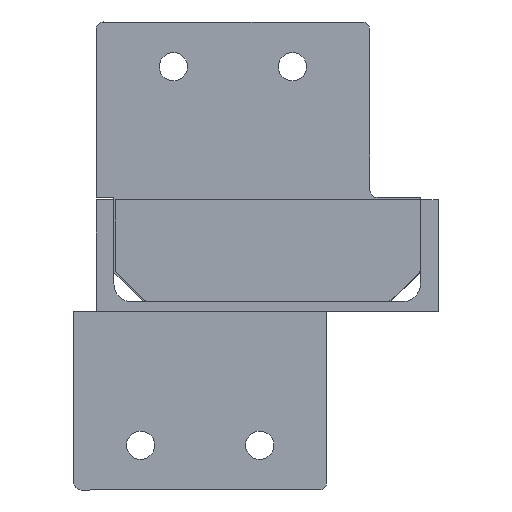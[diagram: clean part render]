
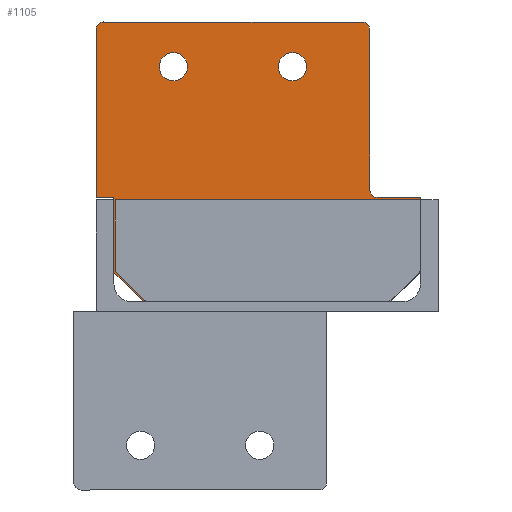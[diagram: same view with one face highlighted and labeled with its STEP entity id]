
A CAD part, left-side view. The second image highlights one B-rep face of the part: STEP entity #1105.
In plain terms, the highlighted face is planar.
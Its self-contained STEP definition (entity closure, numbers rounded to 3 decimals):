
#7 = DIRECTION ( 'NONE',  ( 0., 0., 1. ) ) ;
#10 = CARTESIAN_POINT ( 'NONE',  ( 0., 0., 0. ) ) ;
#17 = ORIENTED_EDGE ( 'NONE', *, *, #1426, .T. ) ;
#49 = LINE ( 'NONE', #1631, #1221 ) ;
#57 = DIRECTION ( 'NONE',  ( 0., 0., 1. ) ) ;
#67 = CARTESIAN_POINT ( 'NONE',  ( -12., 118., 0. ) ) ;
#70 = EDGE_CURVE ( 'NONE', #1137, #742, #49, .T. ) ;
#71 = ORIENTED_EDGE ( 'NONE', *, *, #1173, .T. ) ;
#82 = FACE_OUTER_BOUND ( 'NONE', #1635, .T. ) ;
#86 = AXIS2_PLACEMENT_3D ( 'NONE', #155, #2153, #368 ) ;
#155 = CARTESIAN_POINT ( 'NONE',  ( -132., 30., 0. ) ) ;
#220 = AXIS2_PLACEMENT_3D ( 'NONE', #293, #1265, #321 ) ;
#266 = VECTOR ( 'NONE', #1122, 1000. ) ;
#275 = CARTESIAN_POINT ( 'NONE',  ( 0., 5., 0. ) ) ;
#293 = CARTESIAN_POINT ( 'NONE',  ( -189., 113., 0. ) ) ;
#296 = CIRCLE ( 'NONE', #1548, 9.5 ) ;
#321 = DIRECTION ( 'NONE',  ( 1., 0., 0. ) ) ;
#325 = CARTESIAN_POINT ( 'NONE',  ( -218., 168., 0. ) ) ;
#338 = PLANE ( 'NONE',  #1449 ) ;
#339 = LINE ( 'NONE', #1268, #348 ) ;
#341 = EDGE_CURVE ( 'NONE', #2401, #1875, #1129, .T. ) ;
#348 = VECTOR ( 'NONE', #354, 1000. ) ;
#354 = DIRECTION ( 'NONE',  ( -0.707, 0.707, 0. ) ) ;
#368 = DIRECTION ( 'NONE',  ( 1., 0., 0. ) ) ;
#369 = CARTESIAN_POINT ( 'NONE',  ( -198., 188., 0. ) ) ;
#379 = CARTESIAN_POINT ( 'NONE',  ( -122.5, 30., 0. ) ) ;
#387 = VERTEX_POINT ( 'NONE', #442 ) ;
#415 = DIRECTION ( 'NONE',  ( 0., 0., 1. ) ) ;
#424 = CIRCLE ( 'NONE', #1243, 9.5 ) ;
#431 = DIRECTION ( 'NONE',  ( -1., 0., 0. ) ) ;
#442 = CARTESIAN_POINT ( 'NONE',  ( -12., 168., 0. ) ) ;
#449 = DIRECTION ( 'NONE',  ( 1., 0., 0. ) ) ;
#472 = CARTESIAN_POINT ( 'NONE',  ( -61.5, 30., 0. ) ) ;
#493 = CARTESIAN_POINT ( 'NONE',  ( -32., 188., 0. ) ) ;
#526 = CARTESIAN_POINT ( 'NONE',  ( -218., 118., 0. ) ) ;
#529 = DIRECTION ( 'NONE',  ( 0., -1., 0. ) ) ;
#576 = ORIENTED_EDGE ( 'NONE', *, *, #1659, .T. ) ;
#618 = DIRECTION ( 'NONE',  ( 0., 1., 0. ) ) ;
#624 = EDGE_CURVE ( 'NONE', #804, #1995, #1588, .T. ) ;
#658 = VERTEX_POINT ( 'NONE', #369 ) ;
#690 = FACE_BOUND ( 'NONE', #1540, .T. ) ;
#692 = CARTESIAN_POINT ( 'NONE',  ( 0., 0., 0. ) ) ;
#709 = DIRECTION ( 'NONE',  ( 0., 0., 1. ) ) ;
#711 = VECTOR ( 'NONE', #1481, 1000. ) ;
#714 = CIRCLE ( 'NONE', #1248, 5. ) ;
#719 = CARTESIAN_POINT ( 'NONE',  ( 0., 0., 0. ) ) ;
#742 = VERTEX_POINT ( 'NONE', #1645 ) ;
#804 = VERTEX_POINT ( 'NONE', #2289 ) ;
#813 = EDGE_CURVE ( 'NONE', #1995, #804, #296, .T. ) ;
#829 = ORIENTED_EDGE ( 'NONE', *, *, #624, .F. ) ;
#845 = CARTESIAN_POINT ( 'NONE',  ( -179., 0., 0. ) ) ;
#862 = DIRECTION ( 'NONE',  ( 0., 0., 1. ) ) ;
#864 = VECTOR ( 'NONE', #2335, 1000. ) ;
#893 = CARTESIAN_POINT ( 'NONE',  ( -193., 193., 0. ) ) ;
#926 = DIRECTION ( 'NONE',  ( -1., 0., 0. ) ) ;
#929 = LINE ( 'NONE', #2127, #266 ) ;
#970 = EDGE_CURVE ( 'NONE', #1377, #1806, #1768, .T. ) ;
#999 = EDGE_CURVE ( 'NONE', #1806, #1377, #424, .T. ) ;
#1040 = CARTESIAN_POINT ( 'NONE',  ( -5., 5., 0. ) ) ;
#1051 = LINE ( 'NONE', #67, #1498 ) ;
#1076 = VECTOR ( 'NONE', #926, 1000. ) ;
#1105 = ADVANCED_FACE ( 'NONE', ( #690, #2508, #82 ), #338, .T. ) ;
#1117 = CARTESIAN_POINT ( 'NONE',  ( -184., 0., 0. ) ) ;
#1122 = DIRECTION ( 'NONE',  ( 0., -1., 0. ) ) ;
#1124 = ORIENTED_EDGE ( 'NONE', *, *, #970, .F. ) ;
#1128 = VERTEX_POINT ( 'NONE', #493 ) ;
#1129 = LINE ( 'NONE', #10, #864 ) ;
#1137 = VERTEX_POINT ( 'NONE', #2105 ) ;
#1147 = VERTEX_POINT ( 'NONE', #526 ) ;
#1161 = VERTEX_POINT ( 'NONE', #2271 ) ;
#1173 = EDGE_CURVE ( 'NONE', #1161, #1360, #1674, .T. ) ;
#1175 = CARTESIAN_POINT ( 'NONE',  ( -42.5, 30., 0. ) ) ;
#1191 = ORIENTED_EDGE ( 'NONE', *, *, #70, .T. ) ;
#1221 = VECTOR ( 'NONE', #431, 1000. ) ;
#1223 = DIRECTION ( 'NONE',  ( 0., 0., 1. ) ) ;
#1243 = AXIS2_PLACEMENT_3D ( 'NONE', #1801, #415, #2369 ) ;
#1248 = AXIS2_PLACEMENT_3D ( 'NONE', #1415, #1223, #1850 ) ;
#1265 = DIRECTION ( 'NONE',  ( 0., 0., -1. ) ) ;
#1268 = CARTESIAN_POINT ( 'NONE',  ( 78., 78., 0. ) ) ;
#1285 = CARTESIAN_POINT ( 'NONE',  ( -132., 30., 0. ) ) ;
#1286 = ORIENTED_EDGE ( 'NONE', *, *, #1580, .T. ) ;
#1360 = VERTEX_POINT ( 'NONE', #2032 ) ;
#1367 = EDGE_CURVE ( 'NONE', #742, #387, #1051, .T. ) ;
#1377 = VERTEX_POINT ( 'NONE', #472 ) ;
#1385 = EDGE_CURVE ( 'NONE', #1147, #1161, #1834, .T. ) ;
#1387 = CARTESIAN_POINT ( 'NONE',  ( -52., 30., 0. ) ) ;
#1400 = VERTEX_POINT ( 'NONE', #275 ) ;
#1415 = CARTESIAN_POINT ( 'NONE',  ( -179., 5., 0. ) ) ;
#1426 = EDGE_CURVE ( 'NONE', #1875, #1400, #2215, .T. ) ;
#1449 = AXIS2_PLACEMENT_3D ( 'NONE', #719, #862, #1862 ) ;
#1455 = VECTOR ( 'NONE', #1496, 1000. ) ;
#1473 = VERTEX_POINT ( 'NONE', #2026 ) ;
#1480 = LINE ( 'NONE', #893, #1455 ) ;
#1481 = DIRECTION ( 'NONE',  ( 0., 1., 0. ) ) ;
#1487 = ORIENTED_EDGE ( 'NONE', *, *, #1787, .T. ) ;
#1496 = DIRECTION ( 'NONE',  ( -0.707, -0.707, 0. ) ) ;
#1498 = VECTOR ( 'NONE', #618, 1000. ) ;
#1540 = EDGE_LOOP ( 'NONE', ( #2336, #829 ) ) ;
#1548 = AXIS2_PLACEMENT_3D ( 'NONE', #1285, #709, #1711 ) ;
#1560 = ORIENTED_EDGE ( 'NONE', *, *, #1696, .T. ) ;
#1580 = EDGE_CURVE ( 'NONE', #1128, #658, #2139, .T. ) ;
#1588 = CIRCLE ( 'NONE', #86, 9.5 ) ;
#1617 = ORIENTED_EDGE ( 'NONE', *, *, #1869, .T. ) ;
#1631 = CARTESIAN_POINT ( 'NONE',  ( 0., 118., 0. ) ) ;
#1635 = EDGE_LOOP ( 'NONE', ( #2560, #17, #2104, #1191, #1954, #576, #1286, #1617, #1487, #1757, #71, #1560, #2197 ) ) ;
#1636 = AXIS2_PLACEMENT_3D ( 'NONE', #1040, #57, #449 ) ;
#1645 = CARTESIAN_POINT ( 'NONE',  ( -12., 118., 0. ) ) ;
#1659 = EDGE_CURVE ( 'NONE', #387, #1128, #339, .T. ) ;
#1670 = VERTEX_POINT ( 'NONE', #325 ) ;
#1674 = CIRCLE ( 'NONE', #220, 5. ) ;
#1679 = EDGE_CURVE ( 'NONE', #1400, #1137, #2481, .T. ) ;
#1696 = EDGE_CURVE ( 'NONE', #1360, #1473, #2314, .T. ) ;
#1711 = DIRECTION ( 'NONE',  ( 1., 0., 0. ) ) ;
#1757 = ORIENTED_EDGE ( 'NONE', *, *, #1385, .T. ) ;
#1768 = CIRCLE ( 'NONE', #2179, 9.5 ) ;
#1787 = EDGE_CURVE ( 'NONE', #1670, #1147, #929, .T. ) ;
#1801 = CARTESIAN_POINT ( 'NONE',  ( -52., 30., 0. ) ) ;
#1806 = VERTEX_POINT ( 'NONE', #1175 ) ;
#1814 = VECTOR ( 'NONE', #529, 1000. ) ;
#1834 = LINE ( 'NONE', #2056, #2252 ) ;
#1850 = DIRECTION ( 'NONE',  ( 1., 0., 0. ) ) ;
#1862 = DIRECTION ( 'NONE',  ( 1., 0., 0. ) ) ;
#1869 = EDGE_CURVE ( 'NONE', #658, #1670, #1480, .T. ) ;
#1875 = VERTEX_POINT ( 'NONE', #2300 ) ;
#1945 = EDGE_CURVE ( 'NONE', #1473, #2401, #714, .T. ) ;
#1946 = CARTESIAN_POINT ( 'NONE',  ( 0., 188., 0. ) ) ;
#1954 = ORIENTED_EDGE ( 'NONE', *, *, #1367, .T. ) ;
#1995 = VERTEX_POINT ( 'NONE', #379 ) ;
#2026 = CARTESIAN_POINT ( 'NONE',  ( -184., 5., 0. ) ) ;
#2032 = CARTESIAN_POINT ( 'NONE',  ( -184., 113., 0. ) ) ;
#2056 = CARTESIAN_POINT ( 'NONE',  ( 0., 118., 0. ) ) ;
#2104 = ORIENTED_EDGE ( 'NONE', *, *, #1679, .T. ) ;
#2105 = CARTESIAN_POINT ( 'NONE',  ( 0., 118., 0. ) ) ;
#2127 = CARTESIAN_POINT ( 'NONE',  ( -218., 0., 0. ) ) ;
#2139 = LINE ( 'NONE', #1946, #1076 ) ;
#2153 = DIRECTION ( 'NONE',  ( 0., 0., 1. ) ) ;
#2170 = DIRECTION ( 'NONE',  ( 1., 0., 0. ) ) ;
#2179 = AXIS2_PLACEMENT_3D ( 'NONE', #1387, #7, #2170 ) ;
#2197 = ORIENTED_EDGE ( 'NONE', *, *, #1945, .T. ) ;
#2215 = CIRCLE ( 'NONE', #1636, 5. ) ;
#2228 = EDGE_LOOP ( 'NONE', ( #2297, #1124 ) ) ;
#2252 = VECTOR ( 'NONE', #2454, 1000. ) ;
#2271 = CARTESIAN_POINT ( 'NONE',  ( -189., 118., 0. ) ) ;
#2289 = CARTESIAN_POINT ( 'NONE',  ( -141.5, 30., 0. ) ) ;
#2297 = ORIENTED_EDGE ( 'NONE', *, *, #999, .F. ) ;
#2300 = CARTESIAN_POINT ( 'NONE',  ( -5., 0., 0. ) ) ;
#2314 = LINE ( 'NONE', #1117, #1814 ) ;
#2335 = DIRECTION ( 'NONE',  ( 1., 0., 0. ) ) ;
#2336 = ORIENTED_EDGE ( 'NONE', *, *, #813, .F. ) ;
#2369 = DIRECTION ( 'NONE',  ( 1., 0., 0. ) ) ;
#2401 = VERTEX_POINT ( 'NONE', #845 ) ;
#2454 = DIRECTION ( 'NONE',  ( 1., 0., 0. ) ) ;
#2481 = LINE ( 'NONE', #692, #711 ) ;
#2508 = FACE_BOUND ( 'NONE', #2228, .T. ) ;
#2560 = ORIENTED_EDGE ( 'NONE', *, *, #341, .T. ) ;
